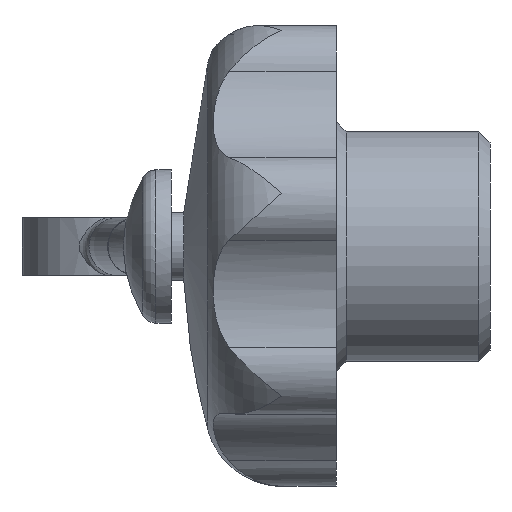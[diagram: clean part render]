
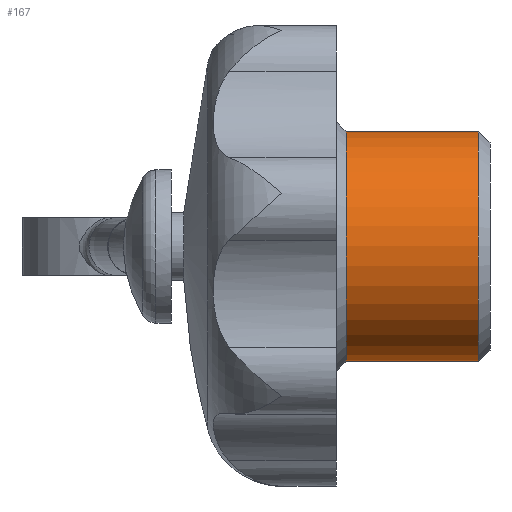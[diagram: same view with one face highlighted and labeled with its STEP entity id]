
A CAD part, left-side view. The second image highlights one B-rep face of the part: STEP entity #167.
In plain terms, the highlighted cylindrical face has radius 6 mm (diameter 12 mm), a full revolution.
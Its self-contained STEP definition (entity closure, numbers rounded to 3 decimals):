
#167 = ADVANCED_FACE( '', ( #354, #355 ), #356, .T. );
#354 = FACE_OUTER_BOUND( '', #552, .T. );
#355 = FACE_OUTER_BOUND( '', #553, .T. );
#356 = CYLINDRICAL_SURFACE( '', #554, 6. );
#552 = EDGE_LOOP( '', ( #958 ) );
#553 = EDGE_LOOP( '', ( #959 ) );
#554 = AXIS2_PLACEMENT_3D( '', #960, #961, #962 );
#958 = ORIENTED_EDGE( '', *, *, #1175, .F. );
#959 = ORIENTED_EDGE( '', *, *, #1198, .T. );
#960 = CARTESIAN_POINT( '', ( 0., 0., 0. ) );
#961 = DIRECTION( '', ( 0., 1., 0. ) );
#962 = DIRECTION( '', ( 0., 0., -1. ) );
#1175 = EDGE_CURVE( '', #1419, #1419, #1420, .T. );
#1198 = EDGE_CURVE( '', #1457, #1457, #1458, .T. );
#1419 = VERTEX_POINT( '', #1809 );
#1420 = CIRCLE( '', #1810, 6. );
#1457 = VERTEX_POINT( '', #1939 );
#1458 = CIRCLE( '', #1940, 6. );
#1809 = CARTESIAN_POINT( '', ( 0., 0.6, -6. ) );
#1810 = AXIS2_PLACEMENT_3D( '', #2412, #2413, #2414 );
#1939 = CARTESIAN_POINT( '', ( 0., 7.5, -6. ) );
#1940 = AXIS2_PLACEMENT_3D( '', #2437, #2438, #2439 );
#2412 = CARTESIAN_POINT( '', ( 0., 0.6, 0. ) );
#2413 = DIRECTION( '', ( 0., -1., 0. ) );
#2414 = DIRECTION( '', ( 0., 0., -1. ) );
#2437 = CARTESIAN_POINT( '', ( 0., 7.5, 0. ) );
#2438 = DIRECTION( '', ( 0., -1., 0. ) );
#2439 = DIRECTION( '', ( 0., 0., -1. ) );
